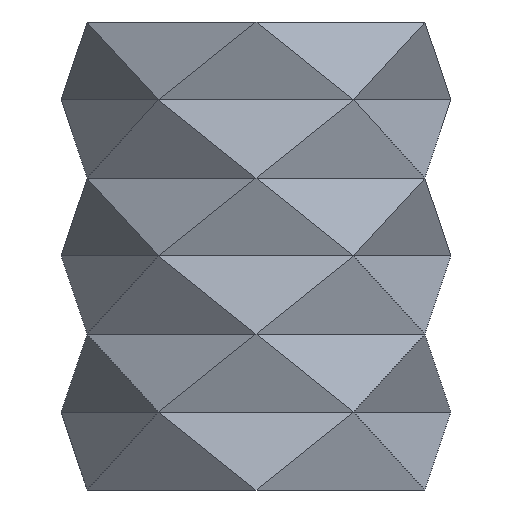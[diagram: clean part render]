
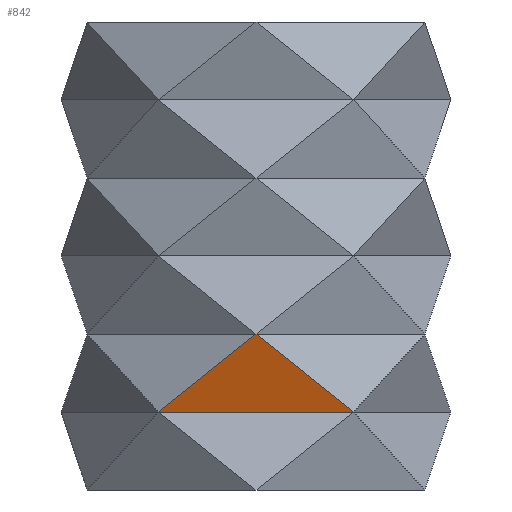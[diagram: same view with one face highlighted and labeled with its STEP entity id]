
A CAD part, left-side view. The second image highlights one B-rep face of the part: STEP entity #842.
In plain terms, the highlighted planar face has unit normal (0.948, 0, 0.318).
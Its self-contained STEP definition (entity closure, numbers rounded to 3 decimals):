
#26=FACE_OUTER_BOUND('',#98,.T.);
#98=EDGE_LOOP('',(#582,#583,#584));
#176=LINE('',#1289,#290);
#182=LINE('',#1301,#296);
#184=LINE('',#1305,#298);
#290=VECTOR('',#1027,10.);
#296=VECTOR('',#1041,10.);
#298=VECTOR('',#1047,10.);
#389=VERTEX_POINT('',#1264);
#391=VERTEX_POINT('',#1270);
#397=VERTEX_POINT('',#1299);
#446=EDGE_CURVE('',#389,#391,#176,.T.);
#452=EDGE_CURVE('',#397,#389,#182,.T.);
#454=EDGE_CURVE('',#391,#397,#184,.T.);
#582=ORIENTED_EDGE('',*,*,#452,.F.);
#583=ORIENTED_EDGE('',*,*,#454,.F.);
#584=ORIENTED_EDGE('',*,*,#446,.F.);
#770=PLANE('',#929);
#842=ADVANCED_FACE('',(#26),#770,.F.);
#929=AXIS2_PLACEMENT_3D('',#1304,#1045,#1046);
#1027=DIRECTION('',(0.,-1.,0.));
#1041=DIRECTION('',(0.205,0.764,-0.611));
#1045=DIRECTION('center_axis',(-0.948,0.,-0.318));
#1046=DIRECTION('ref_axis',(0.,1.,0.));
#1047=DIRECTION('',(-0.205,0.764,0.611));
#1264=CARTESIAN_POINT('',(-43.301,25.,20.));
#1270=CARTESIAN_POINT('',(-43.301,-25.,20.));
#1289=CARTESIAN_POINT('',(-43.301,25.,20.));
#1299=CARTESIAN_POINT('',(-50.,0.,40.));
#1301=CARTESIAN_POINT('',(-50.,0.,40.));
#1304=CARTESIAN_POINT('Origin',(-46.651,0.,30.));
#1305=CARTESIAN_POINT('',(-43.301,-25.,20.));
